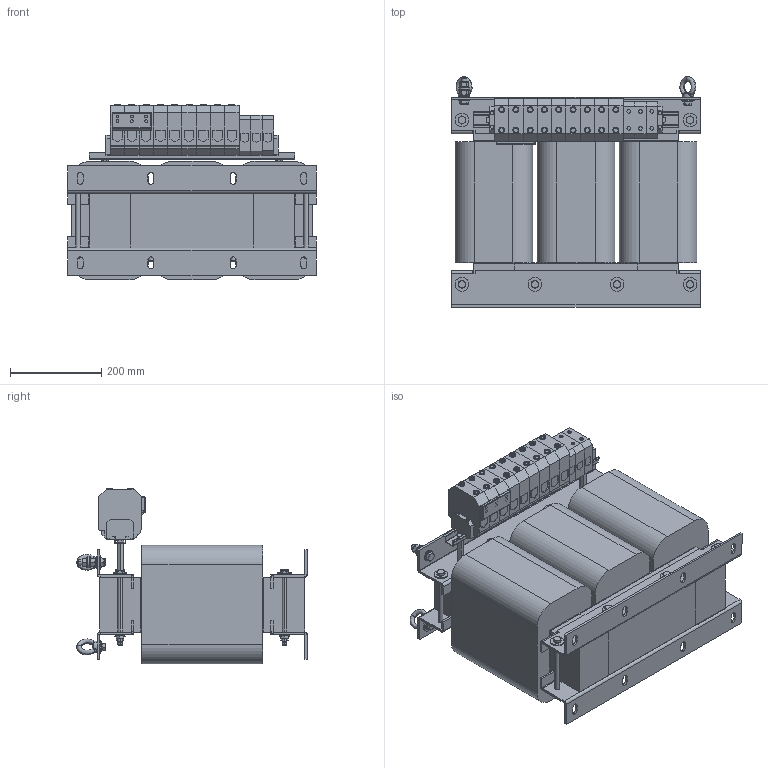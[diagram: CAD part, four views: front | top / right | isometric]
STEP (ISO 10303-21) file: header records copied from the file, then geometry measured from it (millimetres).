
FILE_DESCRIPTION (( 'STEP AP214' ), '1' );
FILE_NAME ('204433.STEP', '2020-05-28T17:15:14', ( '' ), ( '' ), 'SwSTEP 2.0', 'SolidWorks 2018', '' );
FILE_SCHEMA (( 'AUTOMOTIVE_DESIGN' ));
Products named in the file (1): 204433
Bounding box: 545 x 505 x 385.5 mm (x, y, z)
Volume: 48778565.4 mm3; surface area: 1724591.9 mm2
Topology: 1 solids, 1 shells, 1801 faces, 4508 edges, 2796 vertices
Faces by surface type: plane 1109, cylinder 348, cone 226, bspline 88, torus 30
Full cylindrical faces by diameter (mm): 10 x9
Entity records: 59827 total; most frequent: CARTESIAN_POINT 17640, ORIENTED_EDGE 9026, DIRECTION 8291, EDGE_CURVE 4513, VERTEX_POINT 2805, AXIS2_PLACEMENT_3D 2772, VECTOR 2747, LINE 2747
